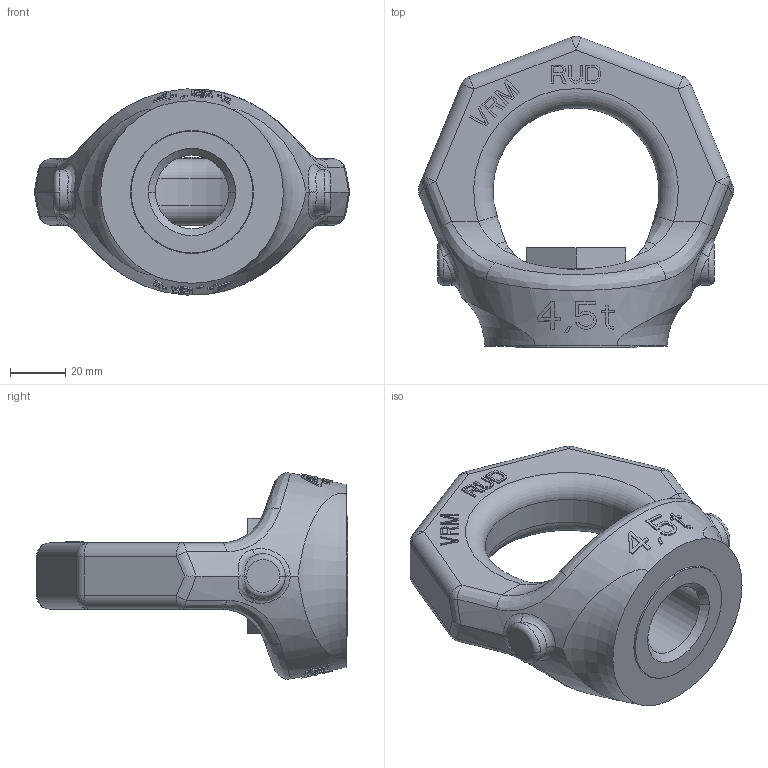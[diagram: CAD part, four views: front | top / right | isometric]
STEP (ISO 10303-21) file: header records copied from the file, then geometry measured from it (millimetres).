
FILE_DESCRIPTION((''),'2;1');
FILE_NAME('001-M32426-P-1_ASM','2017-05-31T',('Andreas.Wendler'),(''),'PRO/ENGINEER BY PARAMETRIC TECHNOLOGY CORPORATION, 2011490','PRO/ENGINEER BY PARAMETRIC TECHNOLOGY CORPORATION, 2011490','');
FILE_SCHEMA(('CONFIG_CONTROL_DESIGN'));
Length unit declared in the file: millimetre
Products named in the file (4): 001-M35310-P-1_AF0; 001-M32426-P-1; 001-M31264-P21; 001-M32426-P-1_ASM
Assembly tree (3 placements, depth 2):
  001-M32426-P-1_ASM
    001-M35310-P-1_AF0
    001-M32426-P-1
    001-M31264-P21
Bounding box: 113.88 x 112.43 x 74.52 mm (x, y, z)
Volume: 209493.2 mm3; surface area: 45842.1 mm2
Topology: 3 solids, 3 shells, 425 faces, 1130 edges, 726 vertices
Faces by surface type: plane 307, bspline 48, cylinder 32, torus 16, sphere 12, cone 10
Entity records: 16847 total; most frequent: CARTESIAN_POINT 7085, ORIENTED_EDGE 2260, DIRECTION 1606, EDGE_CURVE 1130, VERTEX_POINT 726, VECTOR 602, LINE 602, AXIS2_PLACEMENT_3D 502
